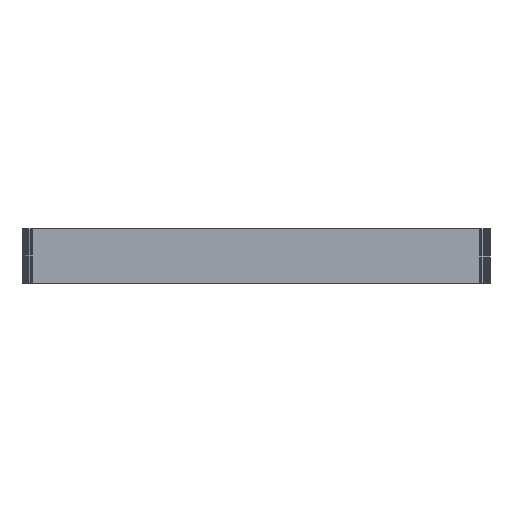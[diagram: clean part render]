
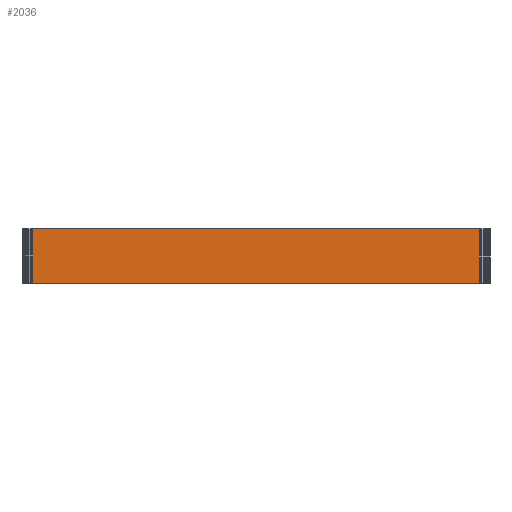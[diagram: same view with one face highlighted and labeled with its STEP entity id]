
A CAD part, left-side view. The second image highlights one B-rep face of the part: STEP entity #2036.
In plain terms, the highlighted planar face has unit normal (-1, 0, 0).
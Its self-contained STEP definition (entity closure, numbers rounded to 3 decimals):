
#82=FACE_OUTER_BOUND('',#185,.T.);
#185=EDGE_LOOP('',(#1641,#1642,#1643,#1644));
#347=LINE('',#2929,#638);
#444=LINE('',#3123,#735);
#446=LINE('',#3127,#737);
#447=LINE('',#3128,#738);
#638=VECTOR('',#2377,10.);
#735=VECTOR('',#2530,10.);
#737=VECTOR('',#2534,10.);
#738=VECTOR('',#2535,10.);
#896=VERTEX_POINT('',#2926);
#897=VERTEX_POINT('',#2928);
#966=VERTEX_POINT('',#3122);
#967=VERTEX_POINT('',#3126);
#1123=EDGE_CURVE('',#897,#896,#347,.T.);
#1220=EDGE_CURVE('',#897,#966,#444,.T.);
#1222=EDGE_CURVE('',#896,#967,#446,.T.);
#1223=EDGE_CURVE('',#966,#967,#447,.T.);
#1641=ORIENTED_EDGE('',*,*,#1123,.T.);
#1642=ORIENTED_EDGE('',*,*,#1222,.T.);
#1643=ORIENTED_EDGE('',*,*,#1223,.F.);
#1644=ORIENTED_EDGE('',*,*,#1220,.F.);
#1935=PLANE('',#2139);
#2036=ADVANCED_FACE('',(#82),#1935,.T.);
#2139=AXIS2_PLACEMENT_3D('',#3125,#2532,#2533);
#2377=DIRECTION('',(0.,1.,0.));
#2530=DIRECTION('',(0.,0.,-1.));
#2532=DIRECTION('center_axis',(-1.,0.,0.));
#2533=DIRECTION('ref_axis',(0.,1.,0.));
#2534=DIRECTION('',(0.,0.,-1.));
#2535=DIRECTION('',(0.,1.,0.));
#2926=CARTESIAN_POINT('',(0.134,-2.48,13.847));
#2928=CARTESIAN_POINT('',(0.134,-108.46,13.847));
#2929=CARTESIAN_POINT('',(0.134,-81.877,13.847));
#3122=CARTESIAN_POINT('',(0.134,-108.46,0.847));
#3123=CARTESIAN_POINT('',(0.134,-108.46,24.847));
#3125=CARTESIAN_POINT('Origin',(0.134,-108.46,24.847));
#3126=CARTESIAN_POINT('',(0.134,-2.48,0.847));
#3127=CARTESIAN_POINT('',(0.134,-2.48,24.847));
#3128=CARTESIAN_POINT('',(0.134,-2.48,0.847));
